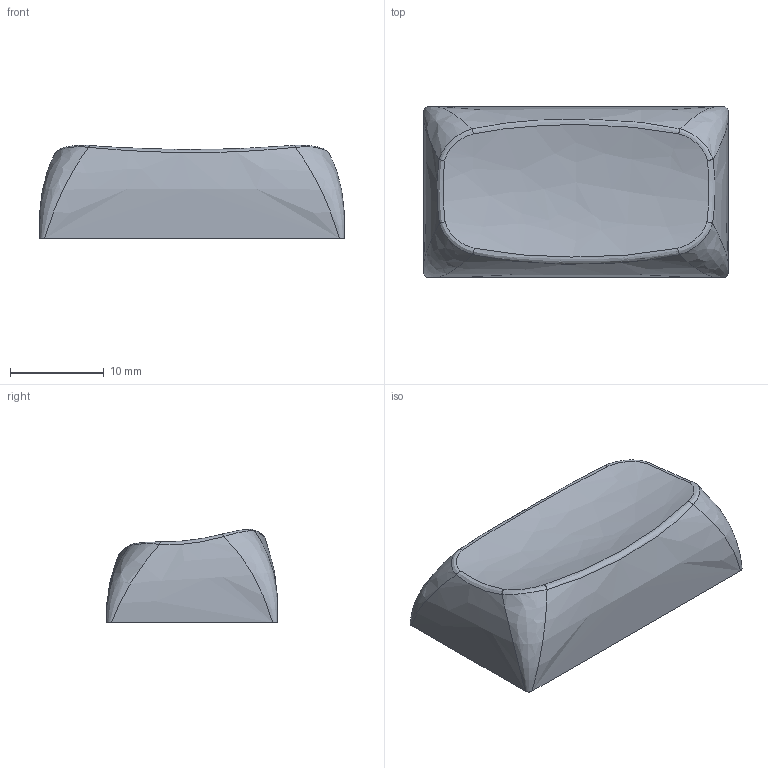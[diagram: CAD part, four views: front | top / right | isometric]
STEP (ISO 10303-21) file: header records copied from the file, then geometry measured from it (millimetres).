
FILE_DESCRIPTION(('Open CASCADE Model'),'2;1');
FILE_NAME('Open CASCADE Shape Model','2023-04-19T23:50:52',('Author'),( 'Open CASCADE'),'Open CASCADE STEP processor 7.7','Open CASCADE 7.7' ,'Unknown');
FILE_SCHEMA(('AUTOMOTIVE_DESIGN { 1 0 10303 214 1 1 1 1 }'));
Length unit declared in the file: millimetre
Products named in the file (1): Open CASCADE STEP translator 7.7 175
Bounding box: 32.52 x 18.24 x 9.97 mm (x, y, z)
Volume: 2514.4 mm3; surface area: 2441.7 mm2
Topology: 1 solids, 1 shells, 65 faces, 167 edges, 104 vertices
Faces by surface type: plane 43, bspline 21, cylinder 1
Full cylindrical faces by diameter (mm): 5.5 x1
Entity records: 6870 total; most frequent: CARTESIAN_POINT 3937, DIRECTION 416, ORIENTED_EDGE 330, PCURVE 330, DEFINITIONAL_REPRESENTATION 330, LINE 297, VECTOR 297, EDGE_CURVE 165
